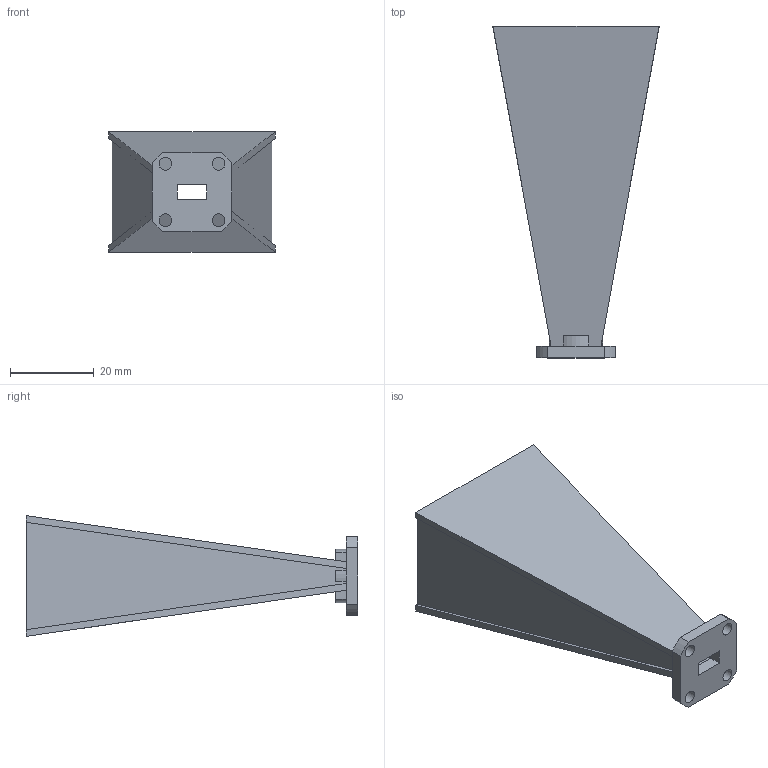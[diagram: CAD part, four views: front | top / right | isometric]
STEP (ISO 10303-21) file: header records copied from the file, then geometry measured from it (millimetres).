
FILE_DESCRIPTION (( 'STEP AP214' ), '1' );
FILE_NAME ('PE9850B-20_3D.STEP', '2021-01-05T21:07:20', ( '' ), ( '' ), 'SwSTEP 2.0', 'SolidWorks 2018', '' );
FILE_SCHEMA (( 'AUTOMOTIVE_DESIGN' ));
Length unit declared in the file: inch
Products named in the file (1): PE9850B-20_3D
Bounding box: 39.73 x 79.25 x 28.8 mm (x, y, z)
Volume: 10793.8 mm3; surface area: 13630.1 mm2
Topology: 1 solids, 1 shells, 54 faces, 147 edges, 95 vertices
Faces by surface type: plane 42, cylinder 12
Full cylindrical faces by diameter (mm): 3.023 x1, 3.048 x3
Entity records: 1723 total; most frequent: CARTESIAN_POINT 293, ORIENTED_EDGE 286, DIRECTION 277, EDGE_CURVE 143, VECTOR 119, LINE 119, VERTEX_POINT 95, AXIS2_PLACEMENT_3D 79
